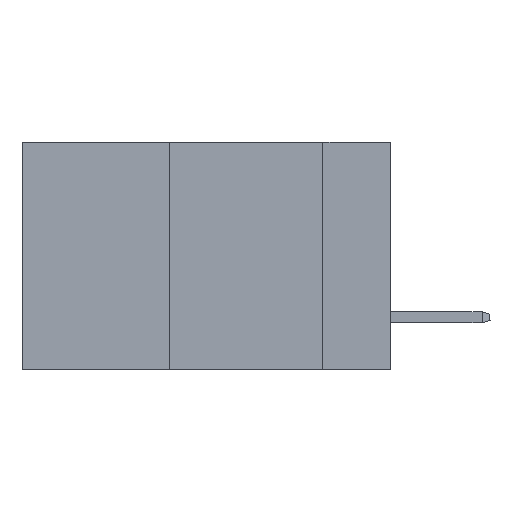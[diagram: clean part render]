
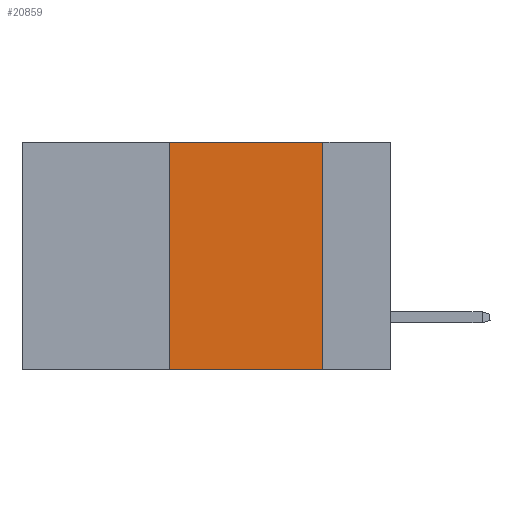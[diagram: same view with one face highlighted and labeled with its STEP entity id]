
A CAD part, left-side view. The second image highlights one B-rep face of the part: STEP entity #20859.
In plain terms, the highlighted planar face has unit normal (-1, 0, 0).
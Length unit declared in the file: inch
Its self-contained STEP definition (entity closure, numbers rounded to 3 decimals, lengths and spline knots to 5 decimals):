
#720 = CARTESIAN_POINT ( 'NONE',  ( 0., 0.36, 0. ) ) ;
#1962 = CARTESIAN_POINT ( 'NONE',  ( 0., 0.36, 0. ) ) ;
#4977 = DIRECTION ( 'NONE',  ( 0., -1., 0. ) ) ;
#6310 = FACE_OUTER_BOUND ( 'NONE', #11296, .T. ) ;
#9621 = LINE ( 'NONE', #40859, #25630 ) ;
#9798 = EDGE_CURVE ( 'NONE', #38201, #20342, #9621, .T. ) ;
#9830 = DIRECTION ( 'NONE',  ( 1., 0., 0. ) ) ;
#10951 = VERTEX_POINT ( 'NONE', #37831 ) ;
#10975 = VECTOR ( 'NONE', #4977, 39.37008 ) ;
#11296 = EDGE_LOOP ( 'NONE', ( #21093, #14554, #17207, #19668 ) ) ;
#12523 = DIRECTION ( 'NONE',  ( 0., -1., 0. ) ) ;
#14554 = ORIENTED_EDGE ( 'NONE', *, *, #9798, .F. ) ;
#14979 = LINE ( 'NONE', #1962, #30227 ) ;
#15518 = VERTEX_POINT ( 'NONE', #23631 ) ;
#15817 = PLANE ( 'NONE',  #30049 ) ;
#17207 = ORIENTED_EDGE ( 'NONE', *, *, #23818, .F. ) ;
#19668 = ORIENTED_EDGE ( 'NONE', *, *, #29522, .T. ) ;
#20342 = VERTEX_POINT ( 'NONE', #34828 ) ;
#20859 = ADVANCED_FACE ( 'NONE', ( #6310 ), #15817, .F. ) ;
#21093 = ORIENTED_EDGE ( 'NONE', *, *, #30625, .F. ) ;
#21111 = LINE ( 'NONE', #37037, #10975 ) ;
#22500 = DIRECTION ( 'NONE',  ( 0., 0., -1. ) ) ;
#23631 = CARTESIAN_POINT ( 'NONE',  ( 0., 0.11, -0.37 ) ) ;
#23818 = EDGE_CURVE ( 'NONE', #10951, #38201, #14979, .T. ) ;
#24918 = DIRECTION ( 'NONE',  ( 0., 0., -1. ) ) ;
#25391 = CARTESIAN_POINT ( 'NONE',  ( 0., 0.11, 0. ) ) ;
#25630 = VECTOR ( 'NONE', #12523, 39.37008 ) ;
#28006 = DIRECTION ( 'NONE',  ( 0., 0., 1. ) ) ;
#28014 = CARTESIAN_POINT ( 'NONE',  ( 0., 0.6, 0. ) ) ;
#29297 = LINE ( 'NONE', #25391, #34071 ) ;
#29522 = EDGE_CURVE ( 'NONE', #10951, #15518, #21111, .T. ) ;
#30049 = AXIS2_PLACEMENT_3D ( 'NONE', #28014, #9830, #24918 ) ;
#30227 = VECTOR ( 'NONE', #28006, 39.37008 ) ;
#30625 = EDGE_CURVE ( 'NONE', #20342, #15518, #29297, .T. ) ;
#34071 = VECTOR ( 'NONE', #22500, 39.37008 ) ;
#34828 = CARTESIAN_POINT ( 'NONE',  ( 0., 0.11, 0. ) ) ;
#37037 = CARTESIAN_POINT ( 'NONE',  ( 0., 0.6, -0.37 ) ) ;
#37831 = CARTESIAN_POINT ( 'NONE',  ( 0., 0.36, -0.37 ) ) ;
#38201 = VERTEX_POINT ( 'NONE', #720 ) ;
#40859 = CARTESIAN_POINT ( 'NONE',  ( 0., 0.6, 0. ) ) ;
